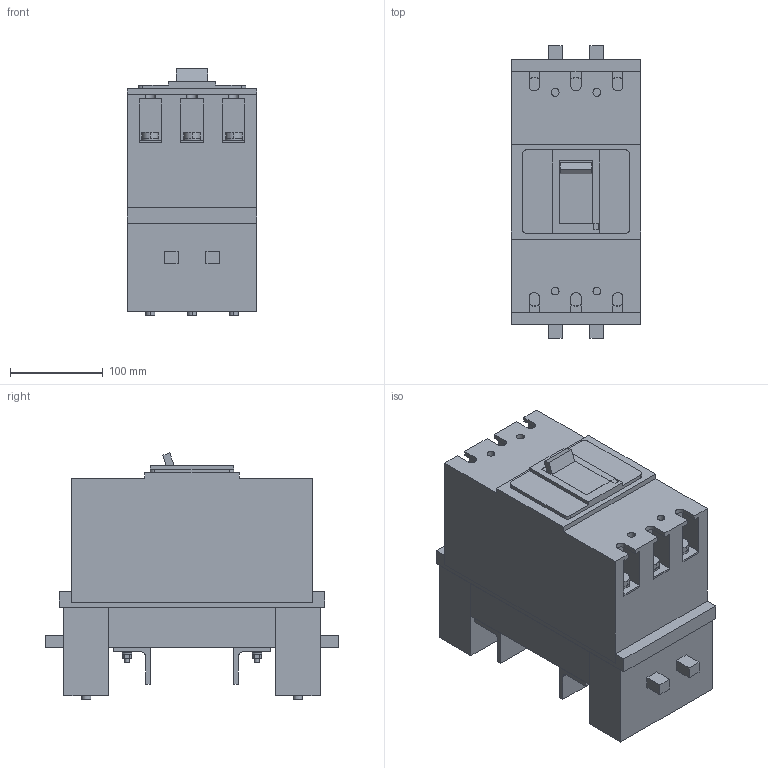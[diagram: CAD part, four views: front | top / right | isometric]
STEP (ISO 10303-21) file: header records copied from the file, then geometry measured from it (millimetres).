
FILE_DESCRIPTION(('CoCreate Modeling STEP Export'),'2;1');
FILE_NAME('Ｈ４００ＮＥ３Ｍ.stp','2012-03-25T14:49:41',(''),(''),'CoCreate Modeling STEP processor for AP214 (Solid Model)','CoCreate Modeling 17.0 01-Apr-2010 (C) Parametric Technology GmbH','');
FILE_SCHEMA(('AUTOMOTIVE_DESIGN { 1 0 10303 214 1 1 1 1 }'));
Length unit declared in the file: millimetre
Products named in the file (15): p8.5; p3; p4; p3.1; p2; p1; p9.2; p5.3; p13; p6; p7.5; p10.1; p11; p12.1; Ｈ４００ＮＥ３Ｍ
Assembly tree (45 placements, depth 2):
  Ｈ４００ＮＥ３Ｍ
    p12.1  x6
    p11  x4
    p10.1  x4
    p8.5  x6
    p9.2  x4
    p7.5  x6
    p6  x2
    p13  x4
    p5.3  x4
    p1
    p2
    p3.1
    p4
    p3
Bounding box: 140 x 315 x 265.5 mm (x, y, z)
Volume: 6276664.8 mm3; surface area: 741359.5 mm2
Topology: 45 solids, 45 shells, 633 faces, 1464 edges, 978 vertices
Faces by surface type: plane 361, cylinder 272
Entity records: 9996 total; most frequent: ORIENTED_EDGE 1674, CARTESIAN_POINT 1550, DIRECTION 1439, EDGE_CURVE 837, VERTEX_POINT 560, VECTOR 541, LINE 541, AXIS2_PLACEMENT_3D 449
